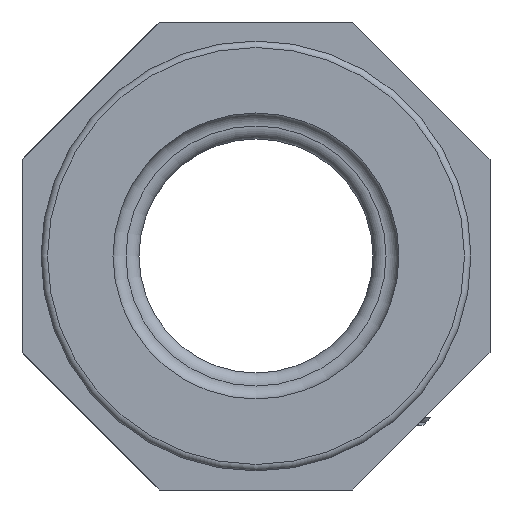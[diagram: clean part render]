
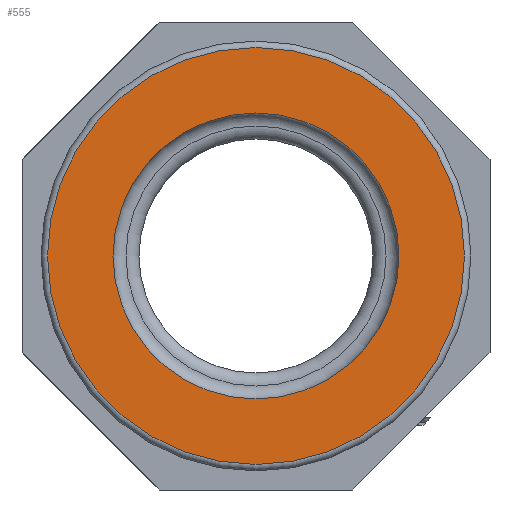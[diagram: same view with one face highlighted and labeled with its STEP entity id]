
A CAD part, front view. The second image highlights one B-rep face of the part: STEP entity #555.
In plain terms, the highlighted planar face has unit normal (0, -1, 0).
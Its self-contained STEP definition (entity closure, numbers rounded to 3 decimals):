
#555 = ADVANCED_FACE( '', ( #1217, #1218 ), #1219, .F. );
#1217 = FACE_OUTER_BOUND( '', #2018, .T. );
#1218 = FACE_BOUND( '', #2019, .T. );
#1219 = PLANE( '', #2020 );
#2018 = EDGE_LOOP( '', ( #3794 ) );
#2019 = EDGE_LOOP( '', ( #3795 ) );
#2020 = AXIS2_PLACEMENT_3D( '', #3796, #3797, #3798 );
#3794 = ORIENTED_EDGE( '', *, *, #4972, .T. );
#3795 = ORIENTED_EDGE( '', *, *, #5290, .T. );
#3796 = CARTESIAN_POINT( '', ( 0., -29., 0. ) );
#3797 = DIRECTION( '', ( 0., 1., 0. ) );
#3798 = DIRECTION( '', ( 0., 0., 1. ) );
#4972 = EDGE_CURVE( '', #6039, #6039, #6040, .F. );
#5290 = EDGE_CURVE( '', #6490, #6490, #6491, .T. );
#6039 = VERTEX_POINT( '', #7713 );
#6040 = CIRCLE( '', #7714, 16.035 );
#6490 = VERTEX_POINT( '', #8541 );
#6491 = CIRCLE( '', #8542, 11. );
#7713 = CARTESIAN_POINT( '', ( 0., -29., 16.035 ) );
#7714 = AXIS2_PLACEMENT_3D( '', #9104, #9105, #9106 );
#8541 = CARTESIAN_POINT( '', ( 11., -29., 0. ) );
#8542 = AXIS2_PLACEMENT_3D( '', #9329, #9330, #9331 );
#9104 = CARTESIAN_POINT( '', ( 0., -29., 0. ) );
#9105 = DIRECTION( '', ( 0., 1., 0. ) );
#9106 = DIRECTION( '', ( 0., 0., 1. ) );
#9329 = CARTESIAN_POINT( '', ( 0., -29., 0. ) );
#9330 = DIRECTION( '', ( 0., 1., 0. ) );
#9331 = DIRECTION( '', ( 1., 0., 0. ) );
